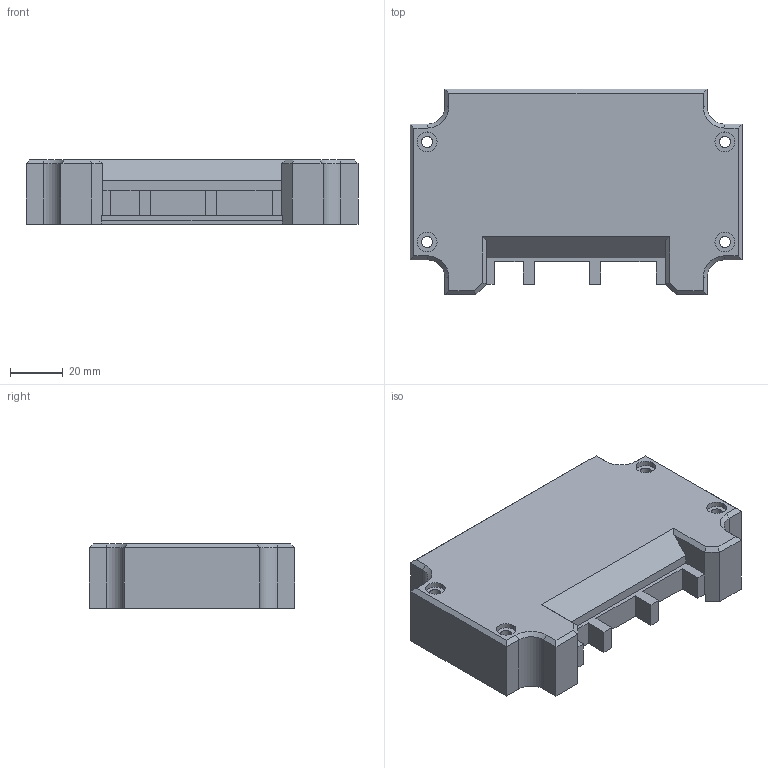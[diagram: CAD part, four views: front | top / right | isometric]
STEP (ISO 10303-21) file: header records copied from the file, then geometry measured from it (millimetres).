
FILE_DESCRIPTION (( 'STEP AP214' ), '1' );
FILE_NAME ('Part1.STEP', '2024-05-22T22:12:02', ( '' ), ( '' ), 'SwSTEP 2.0', 'SolidWorks 2017', '' );
FILE_SCHEMA (( 'AUTOMOTIVE_DESIGN' ));
Length unit declared in the file: millimetre
Products named in the file (1): Part1
Bounding box: 126 x 78 x 24.4 mm (x, y, z)
Volume: 78940.5 mm3; surface area: 34269.5 mm2
Topology: 1 solids, 1 shells, 123 faces, 325 edges, 208 vertices
Faces by surface type: plane 95, cylinder 24, cone 4
Entity records: 3797 total; most frequent: CARTESIAN_POINT 657, ORIENTED_EDGE 650, DIRECTION 625, EDGE_CURVE 325, VECTOR 273, LINE 273, VERTEX_POINT 208, AXIS2_PLACEMENT_3D 176
